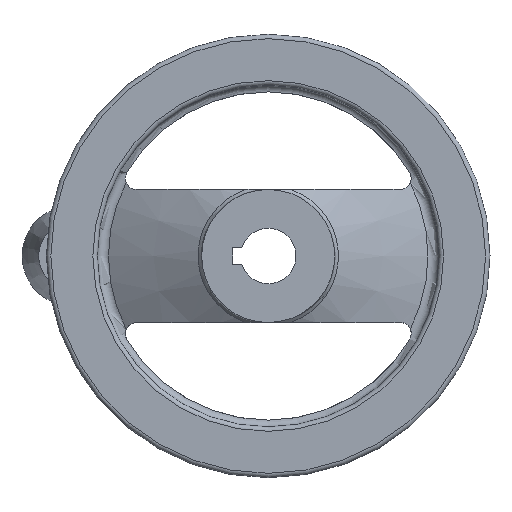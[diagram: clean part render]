
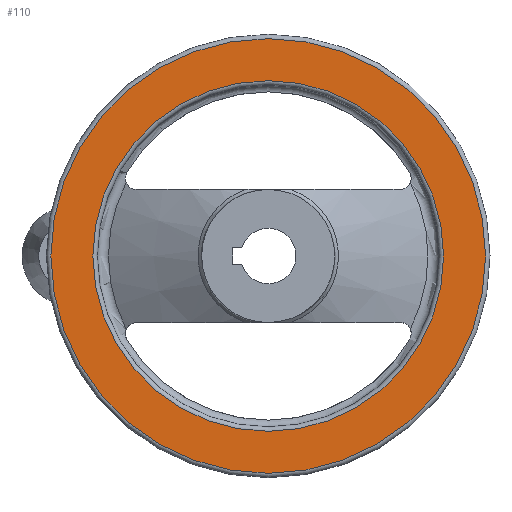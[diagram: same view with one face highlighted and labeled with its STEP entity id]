
A CAD part, left-side view. The second image highlights one B-rep face of the part: STEP entity #110.
In plain terms, the highlighted planar face has unit normal (-1, 0, 0).
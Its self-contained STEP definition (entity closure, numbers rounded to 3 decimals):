
#110 = ADVANCED_FACE( '', ( #238, #239 ), #240, .F. );
#238 = FACE_OUTER_BOUND( '', #412, .T. );
#239 = FACE_BOUND( '', #413, .T. );
#240 = PLANE( '', #414 );
#412 = EDGE_LOOP( '', ( #655 ) );
#413 = EDGE_LOOP( '', ( #656 ) );
#414 = AXIS2_PLACEMENT_3D( '', #657, #658, #659 );
#655 = ORIENTED_EDGE( '', *, *, #843, .F. );
#656 = ORIENTED_EDGE( '', *, *, #794, .T. );
#657 = CARTESIAN_POINT( '', ( 15.2, 31.62, 0. ) );
#658 = DIRECTION( '', ( 1., 0., 0. ) );
#659 = DIRECTION( '', ( 0., 0., -1. ) );
#794 = EDGE_CURVE( '', #929, #929, #930, .T. );
#843 = EDGE_CURVE( '', #1006, #1006, #1007, .T. );
#929 = VERTEX_POINT( '', #1137 );
#930 = CIRCLE( '', #1138, 31.62 );
#1006 = VERTEX_POINT( '', #1367 );
#1007 = CIRCLE( '', #1368, 39.2 );
#1137 = CARTESIAN_POINT( '', ( 15.2, 0., -31.62 ) );
#1138 = AXIS2_PLACEMENT_3D( '', #1587, #1588, #1589 );
#1367 = CARTESIAN_POINT( '', ( 15.2, 0., -39.2 ) );
#1368 = AXIS2_PLACEMENT_3D( '', #1638, #1639, #1640 );
#1587 = CARTESIAN_POINT( '', ( 15.2, 0., 0. ) );
#1588 = DIRECTION( '', ( 1., 0., 0. ) );
#1589 = DIRECTION( '', ( 0., 0., -1. ) );
#1638 = CARTESIAN_POINT( '', ( 15.2, 0., 0. ) );
#1639 = DIRECTION( '', ( 1., 0., 0. ) );
#1640 = DIRECTION( '', ( 0., 0., -1. ) );
